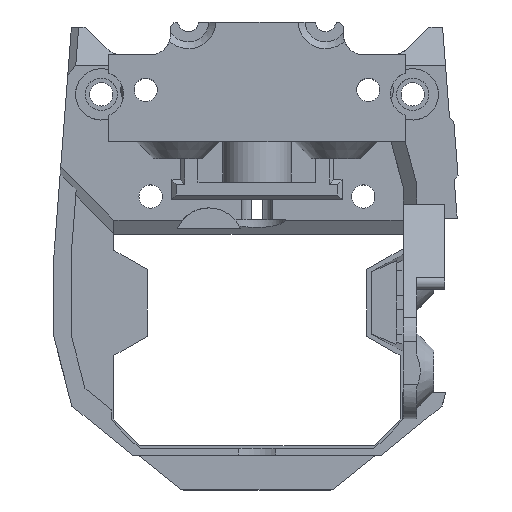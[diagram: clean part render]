
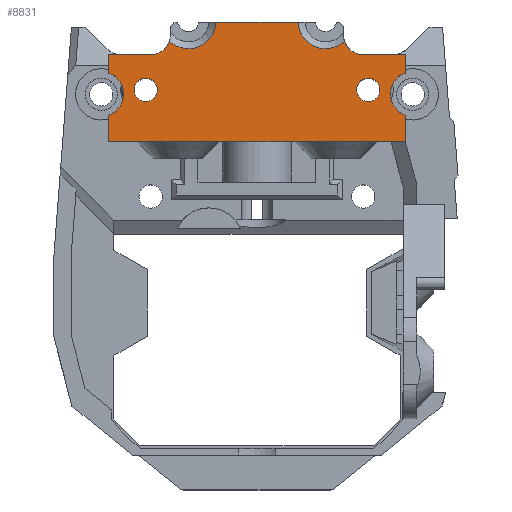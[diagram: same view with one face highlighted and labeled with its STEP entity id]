
A CAD part, top view. The second image highlights one B-rep face of the part: STEP entity #8831.
In plain terms, the highlighted planar face has unit normal (0, 0, 1).
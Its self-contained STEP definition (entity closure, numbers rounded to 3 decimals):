
#35 = CARTESIAN_POINT ( 'NONE',  ( 111.099, -126.605, 153.3 ) ) ;
#43 = ORIENTED_EDGE ( 'NONE', *, *, #7907, .F. ) ;
#111 = DIRECTION ( 'NONE',  ( 0., 0., 1. ) ) ;
#124 = CARTESIAN_POINT ( 'NONE',  ( 105.099, -121.805, 153.3 ) ) ;
#247 = VERTEX_POINT ( 'NONE', #790 ) ;
#415 = CARTESIAN_POINT ( 'NONE',  ( 142.299, -123.605, 153.3 ) ) ;
#468 = VECTOR ( 'NONE', #10247, 1000. ) ;
#523 = CARTESIAN_POINT ( 'NONE',  ( 148.299, -192.144, 153.3 ) ) ;
#557 = CARTESIAN_POINT ( 'NONE',  ( 142.899, -131.705, 153.3 ) ) ;
#702 = CIRCLE ( 'NONE', #4699, 1.7 ) ;
#787 = EDGE_CURVE ( 'NONE', #1352, #1352, #9448, .T. ) ;
#790 = CARTESIAN_POINT ( 'NONE',  ( 105.099, -135.363, 153.3 ) ) ;
#851 = EDGE_CURVE ( 'NONE', #1290, #1356, #10255, .T. ) ;
#934 = VERTEX_POINT ( 'NONE', #2202 ) ;
#965 = VECTOR ( 'NONE', #9313, 1000. ) ;
#966 = VECTOR ( 'NONE', #9866, 1000. ) ;
#1212 = DIRECTION ( 'NONE',  ( 1., 0., 0. ) ) ;
#1249 = AXIS2_PLACEMENT_3D ( 'NONE', #557, #2230, #7632 ) ;
#1253 = EDGE_CURVE ( 'NONE', #9043, #1356, #6442, .T. ) ;
#1290 = VERTEX_POINT ( 'NONE', #35 ) ;
#1352 = VERTEX_POINT ( 'NONE', #9376 ) ;
#1356 = VERTEX_POINT ( 'NONE', #10270 ) ;
#1466 = AXIS2_PLACEMENT_3D ( 'NONE', #2513, #1890, #3452 ) ;
#1490 = CARTESIAN_POINT ( 'NONE',  ( 105.099, -192.144, 153.3 ) ) ;
#1636 = CARTESIAN_POINT ( 'NONE',  ( 148.299, -192.144, 153.3 ) ) ;
#1647 = ORIENTED_EDGE ( 'NONE', *, *, #10004, .T. ) ;
#1648 = EDGE_LOOP ( 'NONE', ( #6135 ) ) ;
#1686 = CARTESIAN_POINT ( 'NONE',  ( 142.299, -126.605, 153.3 ) ) ;
#1810 = CARTESIAN_POINT ( 'NONE',  ( 110.499, -131.705, 153.3 ) ) ;
#1876 = EDGE_CURVE ( 'NONE', #7054, #8521, #2224, .T. ) ;
#1890 = DIRECTION ( 'NONE',  ( 0., 0., 1. ) ) ;
#2002 = CARTESIAN_POINT ( 'NONE',  ( 105.099, -126.605, 153.3 ) ) ;
#2062 = CARTESIAN_POINT ( 'NONE',  ( 111.099, -126.605, 153.3 ) ) ;
#2080 = EDGE_LOOP ( 'NONE', ( #3491, #9964, #3569, #4400, #7040, #9618, #9818, #3765, #5780, #4364, #43, #9279, #1647, #9326 ) ) ;
#2095 = VERTEX_POINT ( 'NONE', #4601 ) ;
#2202 = CARTESIAN_POINT ( 'NONE',  ( 148.299, -126.605, 153.3 ) ) ;
#2224 = LINE ( 'NONE', #5356, #6956 ) ;
#2230 = DIRECTION ( 'NONE',  ( 0., 0., 1. ) ) ;
#2268 = VERTEX_POINT ( 'NONE', #7129 ) ;
#2483 = VERTEX_POINT ( 'NONE', #8106 ) ;
#2513 = CARTESIAN_POINT ( 'NONE',  ( 103.999, -132.305, 153.3 ) ) ;
#2569 = EDGE_CURVE ( 'NONE', #8521, #247, #9727, .T. ) ;
#2613 = DIRECTION ( 'NONE',  ( 1., 0., 0. ) ) ;
#2783 = CARTESIAN_POINT ( 'NONE',  ( 149.399, -132.305, 153.3 ) ) ;
#2827 = DIRECTION ( 'NONE',  ( 0., 0., 1. ) ) ;
#2866 = DIRECTION ( 'NONE',  ( 1., 0., 0. ) ) ;
#2919 = EDGE_CURVE ( 'NONE', #10021, #1290, #6687, .T. ) ;
#2944 = CARTESIAN_POINT ( 'NONE',  ( 105.099, -139.205, 153.3 ) ) ;
#3003 = CIRCLE ( 'NONE', #8875, 3. ) ;
#3218 = VERTEX_POINT ( 'NONE', #8845 ) ;
#3317 = VERTEX_POINT ( 'NONE', #9191 ) ;
#3415 = AXIS2_PLACEMENT_3D ( 'NONE', #6381, #3426, #4890 ) ;
#3426 = DIRECTION ( 'NONE',  ( 0., 0., -1. ) ) ;
#3452 = DIRECTION ( 'NONE',  ( 1., 0., 0. ) ) ;
#3491 = ORIENTED_EDGE ( 'NONE', *, *, #6959, .F. ) ;
#3505 = CIRCLE ( 'NONE', #5350, 3.25 ) ;
#3568 = AXIS2_PLACEMENT_3D ( 'NONE', #5266, #7893, #2866 ) ;
#3569 = ORIENTED_EDGE ( 'NONE', *, *, #1253, .T. ) ;
#3654 = EDGE_CURVE ( 'NONE', #247, #10068, #8177, .T. ) ;
#3663 = AXIS2_PLACEMENT_3D ( 'NONE', #5822, #111, #2613 ) ;
#3765 = ORIENTED_EDGE ( 'NONE', *, *, #2569, .F. ) ;
#3829 = CIRCLE ( 'NONE', #3663, 4. ) ;
#3972 = EDGE_CURVE ( 'NONE', #10068, #10021, #6118, .T. ) ;
#4020 = LINE ( 'NONE', #1686, #9424 ) ;
#4079 = DIRECTION ( 'NONE',  ( 0., 1., 0. ) ) ;
#4364 = ORIENTED_EDGE ( 'NONE', *, *, #5193, .T. ) ;
#4400 = ORIENTED_EDGE ( 'NONE', *, *, #851, .F. ) ;
#4436 = EDGE_CURVE ( 'NONE', #2483, #934, #9755, .T. ) ;
#4574 = EDGE_CURVE ( 'NONE', #9043, #2095, #6627, .T. ) ;
#4601 = CARTESIAN_POINT ( 'NONE',  ( 132.701, -121.805, 153.3 ) ) ;
#4641 = VECTOR ( 'NONE', #4079, 1000. ) ;
#4699 = AXIS2_PLACEMENT_3D ( 'NONE', #1810, #4995, #8214 ) ;
#4890 = DIRECTION ( 'NONE',  ( 1., 0., 0. ) ) ;
#4995 = DIRECTION ( 'NONE',  ( 0., 0., 1. ) ) ;
#5033 = DIRECTION ( 'NONE',  ( 0., 0., 1. ) ) ;
#5113 = VECTOR ( 'NONE', #7330, 1000. ) ;
#5193 = EDGE_CURVE ( 'NONE', #7054, #8558, #7763, .T. ) ;
#5266 = CARTESIAN_POINT ( 'NONE',  ( 111.099, -123.605, 153.3 ) ) ;
#5350 = AXIS2_PLACEMENT_3D ( 'NONE', #2783, #5033, #6786 ) ;
#5356 = CARTESIAN_POINT ( 'NONE',  ( 105.099, -139.205, 153.3 ) ) ;
#5417 = DIRECTION ( 'NONE',  ( -1., 0., 0. ) ) ;
#5780 = ORIENTED_EDGE ( 'NONE', *, *, #1876, .F. ) ;
#5822 = CARTESIAN_POINT ( 'NONE',  ( 136.699, -121.705, 153.3 ) ) ;
#6094 = FACE_OUTER_BOUND ( 'NONE', #2080, .T. ) ;
#6118 = LINE ( 'NONE', #1490, #965 ) ;
#6135 = ORIENTED_EDGE ( 'NONE', *, *, #9569, .F. ) ;
#6199 = CARTESIAN_POINT ( 'NONE',  ( 148.299, -139.205, 153.3 ) ) ;
#6284 = ORIENTED_EDGE ( 'NONE', *, *, #787, .F. ) ;
#6381 = CARTESIAN_POINT ( 'NONE',  ( 116.699, -121.705, 153.3 ) ) ;
#6388 = AXIS2_PLACEMENT_3D ( 'NONE', #6882, #2827, #9288 ) ;
#6442 = CIRCLE ( 'NONE', #3415, 4. ) ;
#6472 = DIRECTION ( 'NONE',  ( 1., 0., 0. ) ) ;
#6601 = CARTESIAN_POINT ( 'NONE',  ( 105.099, -192.144, 153.3 ) ) ;
#6627 = LINE ( 'NONE', #124, #9832 ) ;
#6687 = LINE ( 'NONE', #2062, #966 ) ;
#6771 = DIRECTION ( 'NONE',  ( 0., 0., -1. ) ) ;
#6786 = DIRECTION ( 'NONE',  ( 1., 0., 0. ) ) ;
#6882 = CARTESIAN_POINT ( 'NONE',  ( 105.099, -192.144, 153.3 ) ) ;
#6956 = VECTOR ( 'NONE', #5417, 1000. ) ;
#6959 = EDGE_CURVE ( 'NONE', #2095, #3317, #3829, .T. ) ;
#7040 = ORIENTED_EDGE ( 'NONE', *, *, #2919, .F. ) ;
#7054 = VERTEX_POINT ( 'NONE', #6199 ) ;
#7129 = CARTESIAN_POINT ( 'NONE',  ( 142.299, -126.605, 153.3 ) ) ;
#7140 = EDGE_CURVE ( 'NONE', #2268, #3317, #3003, .T. ) ;
#7330 = DIRECTION ( 'NONE',  ( 0., 1., 0. ) ) ;
#7632 = DIRECTION ( 'NONE',  ( 1., 0., 0. ) ) ;
#7654 = FACE_BOUND ( 'NONE', #8874, .T. ) ;
#7711 = FACE_BOUND ( 'NONE', #1648, .T. ) ;
#7715 = CARTESIAN_POINT ( 'NONE',  ( 105.099, -129.247, 153.3 ) ) ;
#7763 = LINE ( 'NONE', #523, #468 ) ;
#7893 = DIRECTION ( 'NONE',  ( 0., 0., 1. ) ) ;
#7907 = EDGE_CURVE ( 'NONE', #2483, #8558, #3505, .T. ) ;
#8081 = DIRECTION ( 'NONE',  ( -1., 0., 0. ) ) ;
#8106 = CARTESIAN_POINT ( 'NONE',  ( 148.299, -129.247, 153.3 ) ) ;
#8177 = CIRCLE ( 'NONE', #1466, 3.25 ) ;
#8214 = DIRECTION ( 'NONE',  ( 1., 0., 0. ) ) ;
#8494 = PLANE ( 'NONE',  #6388 ) ;
#8521 = VERTEX_POINT ( 'NONE', #2944 ) ;
#8558 = VERTEX_POINT ( 'NONE', #8716 ) ;
#8716 = CARTESIAN_POINT ( 'NONE',  ( 148.299, -135.363, 153.3 ) ) ;
#8831 = ADVANCED_FACE ( 'NONE', ( #6094, #7654, #7711 ), #8494, .T. ) ;
#8845 = CARTESIAN_POINT ( 'NONE',  ( 112.199, -131.705, 153.3 ) ) ;
#8874 = EDGE_LOOP ( 'NONE', ( #6284 ) ) ;
#8875 = AXIS2_PLACEMENT_3D ( 'NONE', #415, #6771, #1212 ) ;
#9043 = VERTEX_POINT ( 'NONE', #9485 ) ;
#9191 = CARTESIAN_POINT ( 'NONE',  ( 139.467, -124.593, 153.3 ) ) ;
#9279 = ORIENTED_EDGE ( 'NONE', *, *, #4436, .T. ) ;
#9288 = DIRECTION ( 'NONE',  ( 1., 0., 0. ) ) ;
#9313 = DIRECTION ( 'NONE',  ( 0., 1., 0. ) ) ;
#9326 = ORIENTED_EDGE ( 'NONE', *, *, #7140, .T. ) ;
#9376 = CARTESIAN_POINT ( 'NONE',  ( 144.599, -131.705, 153.3 ) ) ;
#9424 = VECTOR ( 'NONE', #8081, 1000. ) ;
#9448 = CIRCLE ( 'NONE', #1249, 1.7 ) ;
#9485 = CARTESIAN_POINT ( 'NONE',  ( 120.698, -121.805, 153.3 ) ) ;
#9569 = EDGE_CURVE ( 'NONE', #3218, #3218, #702, .T. ) ;
#9618 = ORIENTED_EDGE ( 'NONE', *, *, #3972, .F. ) ;
#9727 = LINE ( 'NONE', #6601, #5113 ) ;
#9755 = LINE ( 'NONE', #1636, #4641 ) ;
#9818 = ORIENTED_EDGE ( 'NONE', *, *, #3654, .F. ) ;
#9832 = VECTOR ( 'NONE', #6472, 1000. ) ;
#9866 = DIRECTION ( 'NONE',  ( 1., 0., 0. ) ) ;
#9964 = ORIENTED_EDGE ( 'NONE', *, *, #4574, .F. ) ;
#10004 = EDGE_CURVE ( 'NONE', #934, #2268, #4020, .T. ) ;
#10021 = VERTEX_POINT ( 'NONE', #2002 ) ;
#10068 = VERTEX_POINT ( 'NONE', #7715 ) ;
#10247 = DIRECTION ( 'NONE',  ( 0., 1., 0. ) ) ;
#10255 = CIRCLE ( 'NONE', #3568, 3. ) ;
#10270 = CARTESIAN_POINT ( 'NONE',  ( 113.932, -124.593, 153.3 ) ) ;
